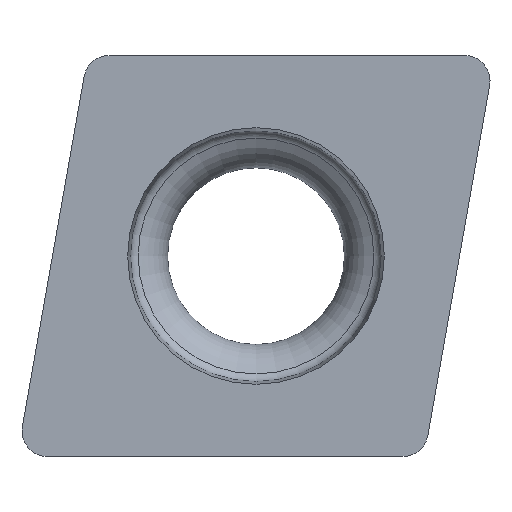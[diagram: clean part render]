
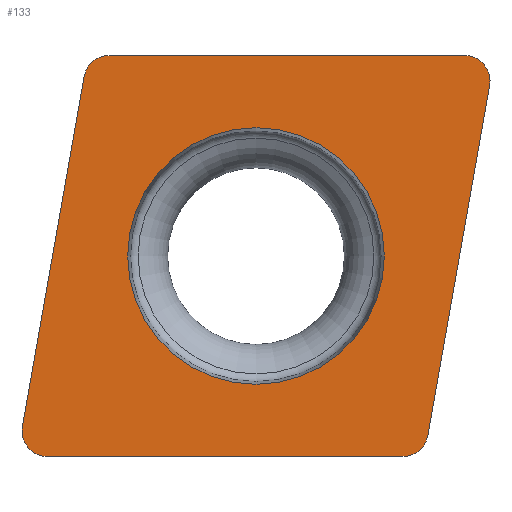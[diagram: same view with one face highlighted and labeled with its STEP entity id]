
A CAD part, top view. The second image highlights one B-rep face of the part: STEP entity #133.
In plain terms, the highlighted planar face has unit normal (0, 0, 1).
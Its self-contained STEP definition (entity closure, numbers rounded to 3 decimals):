
#108=FACE_BOUND('',#161,.T.);
#109=FACE_BOUND('',#162,.T.);
#123=PLANE('',#344);
#133=ADVANCED_FACE('',(#108,#109),#123,.T.);
#161=EDGE_LOOP('',(#244));
#162=EDGE_LOOP('',(#245,#246,#247,#248,#249,#250,#251,#252));
#173=LINE('',#434,#189);
#177=LINE('',#446,#193);
#181=LINE('',#458,#197);
#185=LINE('',#470,#201);
#189=VECTOR('',#362,1.);
#193=VECTOR('',#374,1.);
#197=VECTOR('',#386,1.);
#201=VECTOR('',#398,1.);
#244=ORIENTED_EDGE('',*,*,#307,.F.);
#245=ORIENTED_EDGE('',*,*,#282,.T.);
#246=ORIENTED_EDGE('',*,*,#286,.T.);
#247=ORIENTED_EDGE('',*,*,#289,.T.);
#248=ORIENTED_EDGE('',*,*,#292,.T.);
#249=ORIENTED_EDGE('',*,*,#295,.T.);
#250=ORIENTED_EDGE('',*,*,#298,.T.);
#251=ORIENTED_EDGE('',*,*,#301,.T.);
#252=ORIENTED_EDGE('',*,*,#304,.T.);
#261=VERTEX_POINT('',#426);
#262=VERTEX_POINT('',#427);
#265=VERTEX_POINT('',#435);
#267=VERTEX_POINT('',#441);
#269=VERTEX_POINT('',#447);
#271=VERTEX_POINT('',#453);
#273=VERTEX_POINT('',#459);
#275=VERTEX_POINT('',#465);
#278=VERTEX_POINT('',#477);
#282=EDGE_CURVE('',#261,#262,#311,.T.);
#286=EDGE_CURVE('',#262,#265,#173,.T.);
#289=EDGE_CURVE('',#265,#267,#313,.T.);
#292=EDGE_CURVE('',#267,#269,#177,.T.);
#295=EDGE_CURVE('',#269,#271,#315,.T.);
#298=EDGE_CURVE('',#271,#273,#181,.T.);
#301=EDGE_CURVE('',#273,#275,#317,.T.);
#304=EDGE_CURVE('',#275,#261,#185,.T.);
#307=EDGE_CURVE('',#278,#278,#320,.T.);
#311=CIRCLE('',#325,0.4);
#313=CIRCLE('',#329,0.4);
#315=CIRCLE('',#333,0.4);
#317=CIRCLE('',#337,0.4);
#320=CIRCLE('',#343,2.032);
#325=AXIS2_PLACEMENT_3D('',#425,#354,#355);
#329=AXIS2_PLACEMENT_3D('',#440,#367,#368);
#333=AXIS2_PLACEMENT_3D('',#452,#379,#380);
#337=AXIS2_PLACEMENT_3D('',#464,#391,#392);
#343=AXIS2_PLACEMENT_3D('',#476,#406,#407);
#344=AXIS2_PLACEMENT_3D('',#478,#408,#409);
#354=DIRECTION('',(0.,0.,1.));
#355=DIRECTION('',(1.,0.,0.));
#362=DIRECTION('',(1.,0.,0.));
#367=DIRECTION('',(0.,0.,1.));
#368=DIRECTION('',(1.,0.,0.));
#374=DIRECTION('',(0.174,0.985,0.));
#379=DIRECTION('',(0.,0.,1.));
#380=DIRECTION('',(1.,0.,0.));
#386=DIRECTION('',(-1.,0.,0.));
#391=DIRECTION('',(0.,0.,1.));
#392=DIRECTION('',(1.,0.,0.));
#398=DIRECTION('',(-0.174,-0.985,0.));
#406=DIRECTION('',(0.,0.,1.));
#407=DIRECTION('',(1.,0.,0.));
#408=DIRECTION('',(0.,0.,1.));
#409=DIRECTION('',(1.,0.,0.));
#425=CARTESIAN_POINT('',(-3.307,-2.775,0.));
#426=CARTESIAN_POINT('',(-3.701,-2.706,0.));
#427=CARTESIAN_POINT('',(-3.307,-3.175,0.));
#434=CARTESIAN_POINT('',(-3.307,-3.175,0.));
#435=CARTESIAN_POINT('',(2.329,-3.175,0.));
#440=CARTESIAN_POINT('',(2.329,-2.775,0.));
#441=CARTESIAN_POINT('',(2.722,-2.844,0.));
#446=CARTESIAN_POINT('',(2.552,-3.808,0.));
#447=CARTESIAN_POINT('',(3.701,2.706,0.));
#452=CARTESIAN_POINT('',(3.307,2.775,0.));
#453=CARTESIAN_POINT('',(3.307,3.175,0.));
#458=CARTESIAN_POINT('',(-3.307,3.175,0.));
#459=CARTESIAN_POINT('',(-2.329,3.175,0.));
#464=CARTESIAN_POINT('',(-2.329,2.775,0.));
#465=CARTESIAN_POINT('',(-2.722,2.844,0.));
#470=CARTESIAN_POINT('',(-3.701,-2.706,0.));
#476=CARTESIAN_POINT('',(0.,0.,0.));
#477=CARTESIAN_POINT('',(2.032,0.,0.));
#478=CARTESIAN_POINT('',(-3.307,-2.775,0.));
